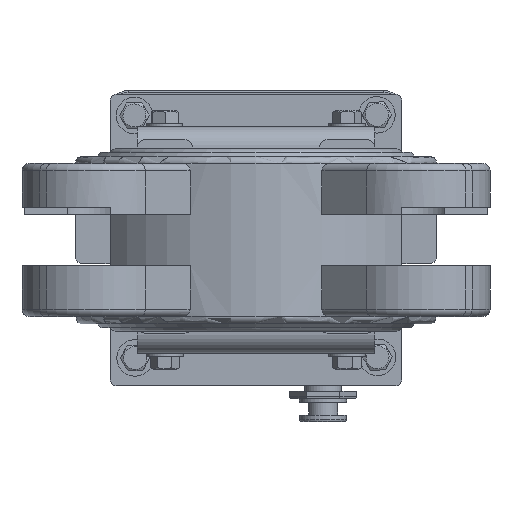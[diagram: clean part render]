
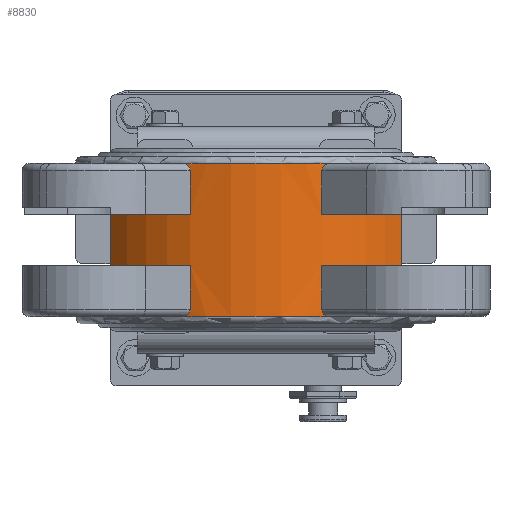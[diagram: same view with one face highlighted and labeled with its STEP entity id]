
A CAD part, front view. The second image highlights one B-rep face of the part: STEP entity #8830.
In plain terms, the highlighted cylindrical face has radius 49.5 mm (diameter 99 mm), a partial arc.
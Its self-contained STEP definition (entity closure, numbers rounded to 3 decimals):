
#620=FACE_OUTER_BOUND('',#1122,.T.);
#1122=EDGE_LOOP('',(#5923,#5924,#5925,#5926,#5927,#5928,#5929,#5930,#5931,
#5932,#5933,#5934,#5935,#5936,#5937,#5938,#5939,#5940));
#1728=CIRCLE('',#9645,49.5);
#1731=CIRCLE('',#9648,49.5);
#1734=CIRCLE('',#9654,49.5);
#1735=CIRCLE('',#9655,49.5);
#1736=CIRCLE('',#9656,49.5);
#1737=CIRCLE('',#9657,49.5);
#1738=CIRCLE('',#9658,49.5);
#1739=CIRCLE('',#9659,49.5);
#2098=LINE('',#13586,#2819);
#2122=LINE('',#13736,#2843);
#2123=LINE('',#13739,#2844);
#2124=LINE('',#13744,#2845);
#2125=LINE('',#13748,#2846);
#2126=LINE('',#13751,#2847);
#2819=VECTOR('',#10702,10.);
#2843=VECTOR('',#10820,10.);
#2844=VECTOR('',#10823,10.);
#2845=VECTOR('',#10828,10.);
#2846=VECTOR('',#10831,10.);
#2847=VECTOR('',#10834,10.);
#3508=B_SPLINE_CURVE_WITH_KNOTS('',3,(#13184,#13185,#13186,#13187,#13188,
#13189,#13190,#13191,#13192,#13193),.UNSPECIFIED.,.F.,.F.,(4,2,2,2,4),(0.,
0.075,0.15,0.232,0.314),
 .UNSPECIFIED.);
#3509=B_SPLINE_CURVE_WITH_KNOTS('',3,(#13203,#13204,#13205,#13206,#13207,
#13208,#13209,#13210,#13211,#13212),.UNSPECIFIED.,.F.,.F.,(4,2,2,2,4),(0.936,
1.017,1.099,1.174,1.249),
 .UNSPECIFIED.);
#3520=B_SPLINE_CURVE_WITH_KNOTS('',3,(#13415,#13416,#13417,#13418,#13419,
#13420,#13421,#13422,#13423,#13424),.UNSPECIFIED.,.F.,.F.,(4,2,2,2,4),(0.625,
0.7,0.775,0.857,0.938),
 .UNSPECIFIED.);
#3525=B_SPLINE_CURVE_WITH_KNOTS('',3,(#13511,#13512,#13513,#13514,#13515,
#13516,#13517,#13518,#13519,#13520),.UNSPECIFIED.,.F.,.F.,(4,2,2,2,4),(0.311,
0.393,0.474,0.549,0.625),
 .UNSPECIFIED.);
#3615=VERTEX_POINT('',#13182);
#3616=VERTEX_POINT('',#13183);
#3618=VERTEX_POINT('',#13201);
#3619=VERTEX_POINT('',#13202);
#3654=VERTEX_POINT('',#13413);
#3655=VERTEX_POINT('',#13414);
#3670=VERTEX_POINT('',#13509);
#3671=VERTEX_POINT('',#13510);
#3683=VERTEX_POINT('',#13584);
#3712=VERTEX_POINT('',#13716);
#3717=VERTEX_POINT('',#13733);
#3718=VERTEX_POINT('',#13735);
#3719=VERTEX_POINT('',#13737);
#3720=VERTEX_POINT('',#13740);
#3721=VERTEX_POINT('',#13743);
#3722=VERTEX_POINT('',#13745);
#3723=VERTEX_POINT('',#13747);
#3724=VERTEX_POINT('',#13749);
#4425=EDGE_CURVE('',#3615,#3616,#3508,.T.);
#4430=EDGE_CURVE('',#3618,#3619,#3509,.F.);
#4479=EDGE_CURVE('',#3654,#3655,#3520,.T.);
#4502=EDGE_CURVE('',#3670,#3671,#3525,.F.);
#4520=EDGE_CURVE('',#3683,#3670,#2098,.T.);
#4567=EDGE_CURVE('',#3671,#3712,#1728,.T.);
#4570=EDGE_CURVE('',#3712,#3655,#1731,.T.);
#4576=EDGE_CURVE('',#3717,#3683,#1734,.T.);
#4577=EDGE_CURVE('',#3717,#3718,#2122,.T.);
#4578=EDGE_CURVE('',#3718,#3719,#1735,.T.);
#4579=EDGE_CURVE('',#3719,#3615,#2123,.T.);
#4580=EDGE_CURVE('',#3720,#3616,#1736,.T.);
#4581=EDGE_CURVE('',#3619,#3720,#1737,.T.);
#4582=EDGE_CURVE('',#3618,#3721,#2124,.T.);
#4583=EDGE_CURVE('',#3721,#3722,#1738,.T.);
#4584=EDGE_CURVE('',#3722,#3723,#2125,.T.);
#4585=EDGE_CURVE('',#3724,#3723,#1739,.T.);
#4586=EDGE_CURVE('',#3654,#3724,#2126,.T.);
#5923=ORIENTED_EDGE('',*,*,#4567,.F.);
#5924=ORIENTED_EDGE('',*,*,#4502,.F.);
#5925=ORIENTED_EDGE('',*,*,#4520,.F.);
#5926=ORIENTED_EDGE('',*,*,#4576,.F.);
#5927=ORIENTED_EDGE('',*,*,#4577,.T.);
#5928=ORIENTED_EDGE('',*,*,#4578,.T.);
#5929=ORIENTED_EDGE('',*,*,#4579,.T.);
#5930=ORIENTED_EDGE('',*,*,#4425,.T.);
#5931=ORIENTED_EDGE('',*,*,#4580,.F.);
#5932=ORIENTED_EDGE('',*,*,#4581,.F.);
#5933=ORIENTED_EDGE('',*,*,#4430,.F.);
#5934=ORIENTED_EDGE('',*,*,#4582,.T.);
#5935=ORIENTED_EDGE('',*,*,#4583,.T.);
#5936=ORIENTED_EDGE('',*,*,#4584,.T.);
#5937=ORIENTED_EDGE('',*,*,#4585,.F.);
#5938=ORIENTED_EDGE('',*,*,#4586,.F.);
#5939=ORIENTED_EDGE('',*,*,#4479,.T.);
#5940=ORIENTED_EDGE('',*,*,#4570,.F.);
#8169=CYLINDRICAL_SURFACE('',#9653,49.5);
#8830=ADVANCED_FACE('',(#620),#8169,.T.);
#9645=AXIS2_PLACEMENT_3D('',#13717,#10797,#10798);
#9648=AXIS2_PLACEMENT_3D('',#13721,#10803,#10804);
#9653=AXIS2_PLACEMENT_3D('',#13732,#10816,#10817);
#9654=AXIS2_PLACEMENT_3D('',#13734,#10818,#10819);
#9655=AXIS2_PLACEMENT_3D('',#13738,#10821,#10822);
#9656=AXIS2_PLACEMENT_3D('',#13741,#10824,#10825);
#9657=AXIS2_PLACEMENT_3D('',#13742,#10826,#10827);
#9658=AXIS2_PLACEMENT_3D('',#13746,#10829,#10830);
#9659=AXIS2_PLACEMENT_3D('',#13750,#10832,#10833);
#10702=DIRECTION('',(0.,0.,-1.));
#10797=DIRECTION('center_axis',(0.,0.,-1.));
#10798=DIRECTION('ref_axis',(1.,0.,0.));
#10803=DIRECTION('center_axis',(0.,0.,-1.));
#10804=DIRECTION('ref_axis',(1.,0.,0.));
#10816=DIRECTION('center_axis',(0.,0.,1.));
#10817=DIRECTION('ref_axis',(-1.,0.,0.));
#10818=DIRECTION('center_axis',(0.,0.,-1.));
#10819=DIRECTION('ref_axis',(1.,0.,0.));
#10820=DIRECTION('',(0.,0.,1.));
#10821=DIRECTION('center_axis',(0.,0.,-1.));
#10822=DIRECTION('ref_axis',(1.,0.,0.));
#10823=DIRECTION('',(0.,0.,1.));
#10824=DIRECTION('center_axis',(0.,0.,1.));
#10825=DIRECTION('ref_axis',(-1.,0.,0.));
#10826=DIRECTION('center_axis',(0.,0.,1.));
#10827=DIRECTION('ref_axis',(-1.,0.,0.));
#10828=DIRECTION('',(0.,0.,-1.));
#10829=DIRECTION('center_axis',(0.,0.,-1.));
#10830=DIRECTION('ref_axis',(1.,0.,0.));
#10831=DIRECTION('',(0.,0.,-1.));
#10832=DIRECTION('center_axis',(0.,0.,-1.));
#10833=DIRECTION('ref_axis',(1.,0.,0.));
#10834=DIRECTION('',(0.,0.,1.));
#13182=CARTESIAN_POINT('',(-46.081,-18.076,19.));
#13183=CARTESIAN_POINT('',(-45.248,-20.071,21.));
#13184=CARTESIAN_POINT('Ctrl Pts',(-46.081,-18.076,
19.));
#13185=CARTESIAN_POINT('Ctrl Pts',(-46.081,-18.076,
19.251));
#13186=CARTESIAN_POINT('Ctrl Pts',(-46.062,-18.127,
19.516));
#13187=CARTESIAN_POINT('Ctrl Pts',(-45.982,-18.328,20.001));
#13188=CARTESIAN_POINT('Ctrl Pts',(-45.922,-18.478,
20.22));
#13189=CARTESIAN_POINT('Ctrl Pts',(-45.779,-18.829,
20.58));
#13190=CARTESIAN_POINT('Ctrl Pts',(-45.685,-19.059,
20.739));
#13191=CARTESIAN_POINT('Ctrl Pts',(-45.474,-19.555,
20.949));
#13192=CARTESIAN_POINT('Ctrl Pts',(-45.358,-19.823,
21.));
#13193=CARTESIAN_POINT('Ctrl Pts',(-45.248,-20.071,
21.));
#13201=CARTESIAN_POINT('',(-46.081,18.076,19.));
#13202=CARTESIAN_POINT('',(-45.248,20.071,21.));
#13203=CARTESIAN_POINT('Ctrl Pts',(-45.248,20.071,21.));
#13204=CARTESIAN_POINT('Ctrl Pts',(-45.358,19.823,21.));
#13205=CARTESIAN_POINT('Ctrl Pts',(-45.474,19.555,20.949));
#13206=CARTESIAN_POINT('Ctrl Pts',(-45.685,19.059,20.739));
#13207=CARTESIAN_POINT('Ctrl Pts',(-45.779,18.829,20.58));
#13208=CARTESIAN_POINT('Ctrl Pts',(-45.922,18.478,20.22));
#13209=CARTESIAN_POINT('Ctrl Pts',(-45.982,18.328,20.001));
#13210=CARTESIAN_POINT('Ctrl Pts',(-46.062,18.127,19.516));
#13211=CARTESIAN_POINT('Ctrl Pts',(-46.081,18.076,19.251));
#13212=CARTESIAN_POINT('Ctrl Pts',(-46.081,18.076,19.));
#13413=CARTESIAN_POINT('',(-46.081,18.076,-19.));
#13414=CARTESIAN_POINT('',(-45.248,20.071,-21.));
#13415=CARTESIAN_POINT('Ctrl Pts',(-46.081,18.076,-19.));
#13416=CARTESIAN_POINT('Ctrl Pts',(-46.081,18.076,-19.251));
#13417=CARTESIAN_POINT('Ctrl Pts',(-46.062,18.127,-19.516));
#13418=CARTESIAN_POINT('Ctrl Pts',(-45.982,18.328,-20.001));
#13419=CARTESIAN_POINT('Ctrl Pts',(-45.922,18.478,-20.22));
#13420=CARTESIAN_POINT('Ctrl Pts',(-45.779,18.829,-20.58));
#13421=CARTESIAN_POINT('Ctrl Pts',(-45.685,19.059,-20.739));
#13422=CARTESIAN_POINT('Ctrl Pts',(-45.474,19.555,-20.949));
#13423=CARTESIAN_POINT('Ctrl Pts',(-45.358,19.823,-21.));
#13424=CARTESIAN_POINT('Ctrl Pts',(-45.248,20.071,-21.));
#13509=CARTESIAN_POINT('',(-46.081,-18.076,-19.));
#13510=CARTESIAN_POINT('',(-45.248,-20.071,-21.));
#13511=CARTESIAN_POINT('Ctrl Pts',(-45.248,-20.071,
-21.));
#13512=CARTESIAN_POINT('Ctrl Pts',(-45.358,-19.823,
-21.));
#13513=CARTESIAN_POINT('Ctrl Pts',(-45.474,-19.555,
-20.949));
#13514=CARTESIAN_POINT('Ctrl Pts',(-45.685,-19.059,
-20.739));
#13515=CARTESIAN_POINT('Ctrl Pts',(-45.779,-18.829,
-20.58));
#13516=CARTESIAN_POINT('Ctrl Pts',(-45.922,-18.478,
-20.22));
#13517=CARTESIAN_POINT('Ctrl Pts',(-45.982,-18.328,-20.001));
#13518=CARTESIAN_POINT('Ctrl Pts',(-46.062,-18.127,
-19.516));
#13519=CARTESIAN_POINT('Ctrl Pts',(-46.081,-18.076,
-19.251));
#13520=CARTESIAN_POINT('Ctrl Pts',(-46.081,-18.076,
-19.));
#13584=CARTESIAN_POINT('',(-46.081,-18.076,-7.));
#13586=CARTESIAN_POINT('',(-46.081,-18.076,0.));
#13716=CARTESIAN_POINT('',(-49.5,0.,-21.));
#13717=CARTESIAN_POINT('Origin',(0.,0.,-21.));
#13721=CARTESIAN_POINT('Origin',(0.,0.,-21.));
#13732=CARTESIAN_POINT('Origin',(0.,0.,0.));
#13733=CARTESIAN_POINT('',(-29.159,-40.,-7.));
#13734=CARTESIAN_POINT('Origin',(0.,0.,-7.));
#13735=CARTESIAN_POINT('',(-29.159,-40.,7.));
#13736=CARTESIAN_POINT('',(-29.159,-40.,0.));
#13737=CARTESIAN_POINT('',(-46.081,-18.076,7.));
#13738=CARTESIAN_POINT('Origin',(0.,0.,7.));
#13739=CARTESIAN_POINT('',(-46.081,-18.076,0.));
#13740=CARTESIAN_POINT('',(-49.5,0.,21.));
#13741=CARTESIAN_POINT('Origin',(0.,0.,21.));
#13742=CARTESIAN_POINT('Origin',(0.,0.,21.));
#13743=CARTESIAN_POINT('',(-46.081,18.076,7.));
#13744=CARTESIAN_POINT('',(-46.081,18.076,0.));
#13745=CARTESIAN_POINT('',(-29.159,40.,7.));
#13746=CARTESIAN_POINT('Origin',(0.,0.,7.));
#13747=CARTESIAN_POINT('',(-29.159,40.,-7.));
#13748=CARTESIAN_POINT('',(-29.159,40.,0.));
#13749=CARTESIAN_POINT('',(-46.081,18.076,-7.));
#13750=CARTESIAN_POINT('Origin',(0.,0.,-7.));
#13751=CARTESIAN_POINT('',(-46.081,18.076,0.));
